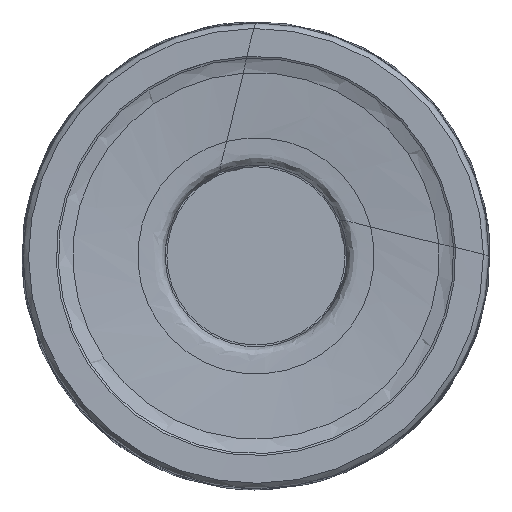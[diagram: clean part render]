
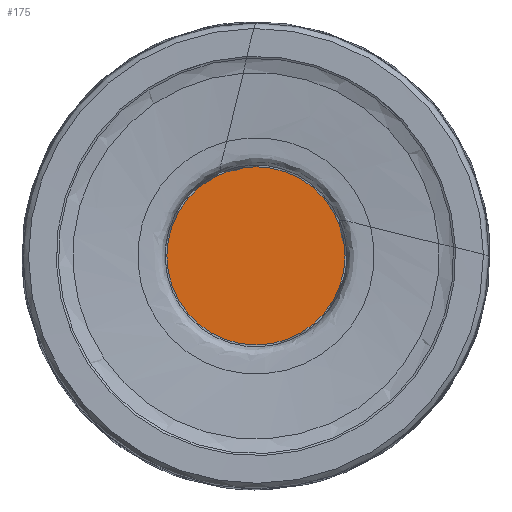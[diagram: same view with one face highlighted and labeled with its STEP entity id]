
A CAD part, left-side view. The second image highlights one B-rep face of the part: STEP entity #175.
In plain terms, the highlighted planar face has unit normal (-1, 0, 0).
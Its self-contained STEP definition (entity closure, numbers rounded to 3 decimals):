
#99=PLANE('',#748);
#175=ADVANCED_FACE('',(#233),#99,.F.);
#233=FACE_OUTER_BOUND('',#307,.T.);
#307=EDGE_LOOP('',(#491));
#491=ORIENTED_EDGE('',*,*,#621,.T.);
#542=VERTEX_POINT('',#2871);
#621=EDGE_CURVE('',#542,#542,#672,.T.);
#672=CIRCLE('',#746,3.824);
#746=AXIS2_PLACEMENT_3D('',#2870,#897,#898);
#748=AXIS2_PLACEMENT_3D('',#2873,#901,#902);
#897=DIRECTION('',(-1.,0.,0.));
#898=DIRECTION('',(0.,0.,1.));
#901=DIRECTION('',(1.,0.,0.));
#902=DIRECTION('',(0.,0.,-1.));
#2870=CARTESIAN_POINT('',(1.5,0.,0.));
#2871=CARTESIAN_POINT('',(1.5,0.,3.824));
#2873=CARTESIAN_POINT('',(1.5,0.,0.));
